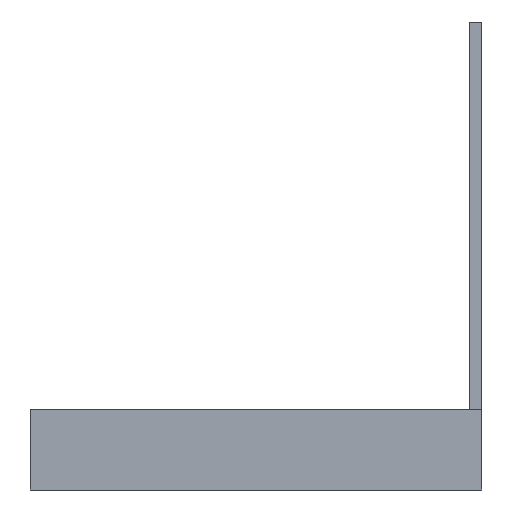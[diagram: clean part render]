
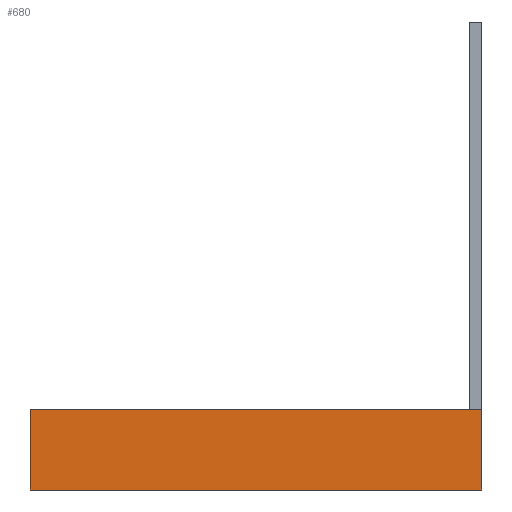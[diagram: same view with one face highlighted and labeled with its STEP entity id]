
A CAD part, left-side view. The second image highlights one B-rep face of the part: STEP entity #680.
In plain terms, the highlighted planar face has unit normal (-1, 0, 0).
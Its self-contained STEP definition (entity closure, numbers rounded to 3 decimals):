
#63 = VERTEX_POINT('',#64);
#64 = CARTESIAN_POINT('',(0.,14.,2.5));
#70 = EDGE_CURVE('',#71,#63,#73,.T.);
#71 = VERTEX_POINT('',#72);
#72 = CARTESIAN_POINT('',(0.,14.,0.));
#73 = LINE('',#74,#75);
#74 = CARTESIAN_POINT('',(0.,14.,0.));
#75 = VECTOR('',#76,1.);
#76 = DIRECTION('',(0.,0.,1.));
#93 = VERTEX_POINT('',#94);
#94 = CARTESIAN_POINT('',(0.,0.,0.));
#102 = EDGE_CURVE('',#71,#93,#103,.T.);
#103 = LINE('',#104,#105);
#104 = CARTESIAN_POINT('',(0.,14.,0.));
#105 = VECTOR('',#106,1.);
#106 = DIRECTION('',(0.,-1.,0.));
#117 = EDGE_CURVE('',#63,#118,#120,.T.);
#118 = VERTEX_POINT('',#119);
#119 = CARTESIAN_POINT('',(0.,0.,2.5));
#120 = LINE('',#121,#122);
#121 = CARTESIAN_POINT('',(0.,14.,2.5));
#122 = VECTOR('',#123,1.);
#123 = DIRECTION('',(0.,-1.,0.));
#680 = ADVANCED_FACE('',(#681),#692,.F.);
#681 = FACE_BOUND('',#682,.F.);
#682 = EDGE_LOOP('',(#683,#684,#685,#691));
#683 = ORIENTED_EDGE('',*,*,#70,.T.);
#684 = ORIENTED_EDGE('',*,*,#117,.T.);
#685 = ORIENTED_EDGE('',*,*,#686,.F.);
#686 = EDGE_CURVE('',#93,#118,#687,.T.);
#687 = LINE('',#688,#689);
#688 = CARTESIAN_POINT('',(0.,0.,0.));
#689 = VECTOR('',#690,1.);
#690 = DIRECTION('',(0.,0.,1.));
#691 = ORIENTED_EDGE('',*,*,#102,.F.);
#692 = PLANE('',#693);
#693 = AXIS2_PLACEMENT_3D('',#694,#695,#696);
#694 = CARTESIAN_POINT('',(0.,14.,0.));
#695 = DIRECTION('',(1.,0.,0.));
#696 = DIRECTION('',(0.,-1.,0.));
